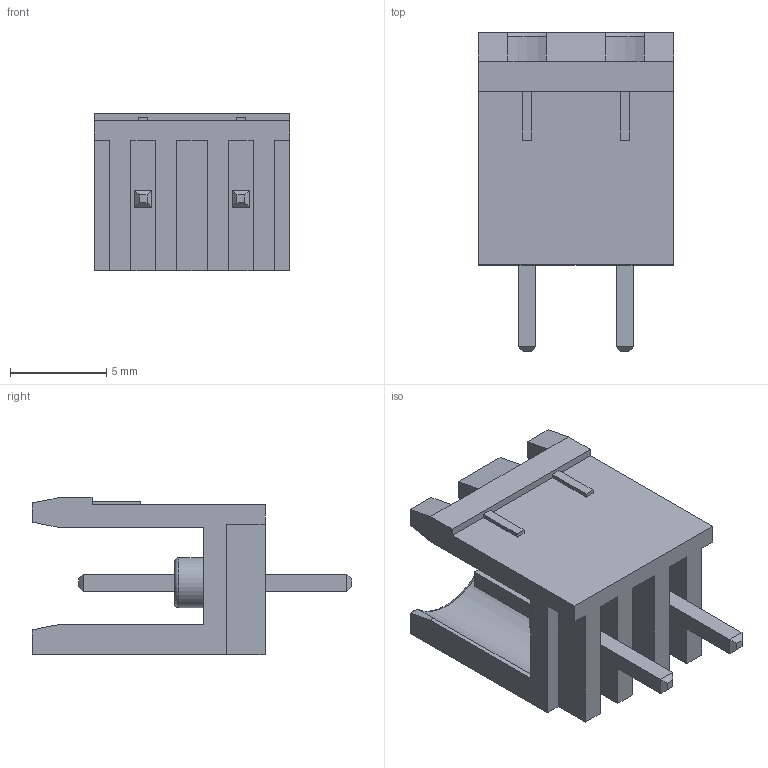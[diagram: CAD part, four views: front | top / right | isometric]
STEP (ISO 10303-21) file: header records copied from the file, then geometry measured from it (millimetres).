
FILE_DESCRIPTION (( 'STEP AP214' ), '1' );
FILE_NAME ('EF9EDF96-B11C-4077-8390-F8E72F324917.STEP', '2025-06-23T20:59:47', ( '' ), ( '' ), 'SwSTEP 2.0', 'SolidWorks 2022', '' );
FILE_SCHEMA (( 'AUTOMOTIVE_DESIGN' ));
Length unit declared in the file: millimetre
Products named in the file (1): EF9EDF96-B11C-4077-8390-F8E72F324917
Bounding box: 10.16 x 16.6 x 8.2 mm (x, y, z)
Volume: 406.2 mm3; surface area: 882 mm2
Topology: 1 solids, 1 shells, 107 faces, 269 edges, 170 vertices
Faces by surface type: plane 95, torus 6, cylinder 6
Entity records: 3571 total; most frequent: CARTESIAN_POINT 587, ORIENTED_EDGE 538, DIRECTION 499, EDGE_CURVE 269, LINE 239, VECTOR 239, VERTEX_POINT 170, AXIS2_PLACEMENT_3D 130
